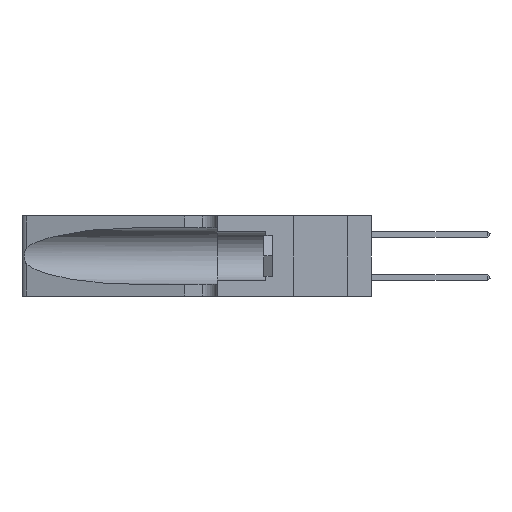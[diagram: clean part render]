
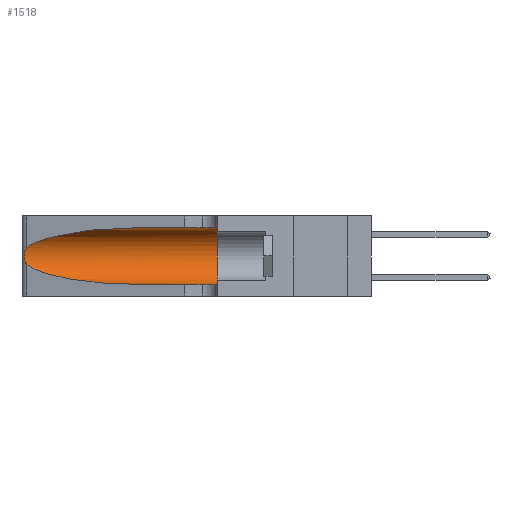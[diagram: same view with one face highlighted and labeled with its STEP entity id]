
A CAD part, left-side view. The second image highlights one B-rep face of the part: STEP entity #1518.
In plain terms, the highlighted cylindrical face has radius 3.308 mm (diameter 6.617 mm), a partial arc.
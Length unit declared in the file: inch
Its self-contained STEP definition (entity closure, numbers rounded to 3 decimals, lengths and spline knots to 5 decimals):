
#830 = AXIS2_PLACEMENT_3D ( 'NONE', #30551, #27205, #1015 ) ;
#874 = CARTESIAN_POINT ( 'NONE',  ( 0.25487, 1.22718, 0.14631 ) ) ;
#1015 = DIRECTION ( 'NONE',  ( 0., 0., 1. ) ) ;
#1518 = ADVANCED_FACE ( 'NONE', ( #23485 ), #29244, .F. ) ;
#1773 = CARTESIAN_POINT ( 'NONE',  ( 0.26075, 1.23896, 0.178 ) ) ;
#1903 = CARTESIAN_POINT ( 'NONE',  ( 0.26017, 1.23833, 0.17102 ) ) ;
#2056 = CARTESIAN_POINT ( 'NONE',  ( 0.26075, 1.23896, 0.19203 ) ) ;
#2249 = ORIENTED_EDGE ( 'NONE', *, *, #32493, .T. ) ;
#3493 = ORIENTED_EDGE ( 'NONE', *, *, #21328, .F. ) ;
#4082 = CARTESIAN_POINT ( 'NONE',  ( 0.18966, 0.96281, 0.05475 ) ) ;
#4372 = DIRECTION ( 'NONE',  ( 0., 0., -1. ) ) ;
#4788 = CARTESIAN_POINT ( 'NONE',  ( 0.1305, 0.72297, 0.31525 ) ) ;
#5274 = CARTESIAN_POINT ( 'NONE',  ( 0.25555, 1.22993, 0.14849 ) ) ;
#5900 = ORIENTED_EDGE ( 'NONE', *, *, #18407, .T. ) ;
#6894 = DIRECTION ( 'NONE',  ( 0., -1., 0. ) ) ;
#7239 = VECTOR ( 'NONE', #6894, 39.37008 ) ;
#7794 = VERTEX_POINT ( 'NONE', #18483 ) ;
#8300 = CARTESIAN_POINT ( 'NONE',  ( 0.25789, 1.23486, 0.15765 ) ) ;
#10059 = CARTESIAN_POINT ( 'NONE',  ( 0.1305, 1.61858, 0.31525 ) ) ;
#10266 = CARTESIAN_POINT ( 'NONE',  ( 0.1305, 0.35, 0.31525 ) ) ;
#11353 = CARTESIAN_POINT ( 'NONE',  ( 0.26018, 1.23835, 0.19895 ) ) ;
#11903 = VECTOR ( 'NONE', #23862, 39.37008 ) ;
#13531 = CARTESIAN_POINT ( 'NONE',  ( 0.2373, 1.15595, 0.28018 ) ) ;
#13945 = DIRECTION ( 'NONE',  ( 0., -1., 0. ) ) ;
#14442 = AXIS2_PLACEMENT_3D ( 'NONE', #27362, #13945, #4372 ) ;
#14931 =( BOUNDED_CURVE ( )  B_SPLINE_CURVE ( 3, ( #874, #17861, #4082, #33870 ),
 .UNSPECIFIED., .F., .T. ) 
 B_SPLINE_CURVE_WITH_KNOTS ( ( 4, 4 ),
 ( 3.44316, 4.71239 ),
 .UNSPECIFIED. ) 
 CURVE ( )  GEOMETRIC_REPRESENTATION_ITEM ( )  RATIONAL_B_SPLINE_CURVE ( ( 1., 0.87, 0.87, 1. ) ) 
 REPRESENTATION_ITEM ( '' )  );
#15265 = CARTESIAN_POINT ( 'NONE',  ( 0.25854, 1.2359, 0.20912 ) ) ;
#15641 = VERTEX_POINT ( 'NONE', #36469 ) ;
#17078 =( BOUNDED_CURVE ( )  B_SPLINE_CURVE ( 3, ( #26813, #27106, #13531, #40177 ),
 .UNSPECIFIED., .F., .F. ) 
 B_SPLINE_CURVE_WITH_KNOTS ( ( 4, 4 ),
 ( 1.5708, 2.84003 ),
 .UNSPECIFIED. ) 
 CURVE ( )  GEOMETRIC_REPRESENTATION_ITEM ( )  RATIONAL_B_SPLINE_CURVE ( ( 1., 0.87, 0.87, 1. ) ) 
 REPRESENTATION_ITEM ( '' )  );
#17534 = CIRCLE ( 'NONE', #830, 0.13025 ) ;
#17656 = LINE ( 'NONE', #40311, #11903 ) ;
#17861 = CARTESIAN_POINT ( 'NONE',  ( 0.2373, 1.15595, 0.08982 ) ) ;
#18407 = EDGE_CURVE ( 'NONE', #7794, #39415, #14931, .T. ) ;
#18483 = CARTESIAN_POINT ( 'NONE',  ( 0.25487, 1.22718, 0.14631 ) ) ;
#19307 = VERTEX_POINT ( 'NONE', #35108 ) ;
#21328 = EDGE_CURVE ( 'NONE', #37479, #15641, #17534, .T. ) ;
#21380 = CARTESIAN_POINT ( 'NONE',  ( 0.25787, 1.23484, 0.2124 ) ) ;
#21524 = ORIENTED_EDGE ( 'NONE', *, *, #33493, .F. ) ;
#21800 = LINE ( 'NONE', #10059, #7239 ) ;
#23485 = FACE_OUTER_BOUND ( 'NONE', #35814, .T. ) ;
#23572 = ORIENTED_EDGE ( 'NONE', *, *, #40379, .T. ) ;
#23862 = DIRECTION ( 'NONE',  ( 0., -1., 0. ) ) ;
#25174 = CARTESIAN_POINT ( 'NONE',  ( 0.25856, 1.23593, 0.16098 ) ) ;
#26813 = CARTESIAN_POINT ( 'NONE',  ( 0.1305, 0.72297, 0.31525 ) ) ;
#27106 = CARTESIAN_POINT ( 'NONE',  ( 0.18966, 0.96281, 0.31525 ) ) ;
#27205 = DIRECTION ( 'NONE',  ( 0., 1., 0. ) ) ;
#27362 = CARTESIAN_POINT ( 'NONE',  ( 0.1305, 1.61858, 0.185 ) ) ;
#28124 = CARTESIAN_POINT ( 'NONE',  ( 0.25639, 1.23186, 0.15144 ) ) ;
#28269 = CARTESIAN_POINT ( 'NONE',  ( 0.25639, 1.23184, 0.21858 ) ) ;
#28418 = CARTESIAN_POINT ( 'NONE',  ( 0.25487, 1.22718, 0.14631 ) ) ;
#29085 = CARTESIAN_POINT ( 'NONE',  ( 0.1305, 0.72297, 0.05475 ) ) ;
#29244 = CYLINDRICAL_SURFACE ( 'NONE', #14442, 0.13025 ) ;
#30551 = CARTESIAN_POINT ( 'NONE',  ( 0.1305, 0.35, 0.185 ) ) ;
#31360 = ORIENTED_EDGE ( 'NONE', *, *, #32577, .T. ) ;
#31744 = CARTESIAN_POINT ( 'NONE',  ( 0.25555, 1.22994, 0.2215 ) ) ;
#31880 = CARTESIAN_POINT ( 'NONE',  ( 0.25487, 1.22718, 0.22369 ) ) ;
#32493 = EDGE_CURVE ( 'NONE', #39415, #15641, #17656, .T. ) ;
#32577 = EDGE_CURVE ( 'NONE', #33200, #19307, #17078, .T. ) ;
#33200 = VERTEX_POINT ( 'NONE', #4788 ) ;
#33493 = EDGE_CURVE ( 'NONE', #33200, #37479, #21800, .T. ) ;
#33870 = CARTESIAN_POINT ( 'NONE',  ( 0.1305, 0.72297, 0.05475 ) ) ;
#34380 = B_SPLINE_CURVE_WITH_KNOTS ( 'NONE', 3,
 ( #31880, #31744, #28269, #21380, #15265, #11353, #2056, #1773, #1903, #25174, #8300, #28124, #5274, #28418 ),
 .UNSPECIFIED., .F., .F.,
 ( 4, 2, 2, 2, 2, 2, 4 ),
 ( 0., 0.00027, 0.00053, 0.00107, 0.0016, 0.00187, 0.00214 ),
 .UNSPECIFIED. ) ;
#35108 = CARTESIAN_POINT ( 'NONE',  ( 0.25487, 1.22718, 0.22369 ) ) ;
#35814 = EDGE_LOOP ( 'NONE', ( #31360, #23572, #5900, #2249, #3493, #21524 ) ) ;
#36469 = CARTESIAN_POINT ( 'NONE',  ( 0.1305, 0.35, 0.05475 ) ) ;
#37479 = VERTEX_POINT ( 'NONE', #10266 ) ;
#39415 = VERTEX_POINT ( 'NONE', #29085 ) ;
#40177 = CARTESIAN_POINT ( 'NONE',  ( 0.25487, 1.22718, 0.22369 ) ) ;
#40311 = CARTESIAN_POINT ( 'NONE',  ( 0.1305, 1.61858, 0.05475 ) ) ;
#40379 = EDGE_CURVE ( 'NONE', #19307, #7794, #34380, .T. ) ;
